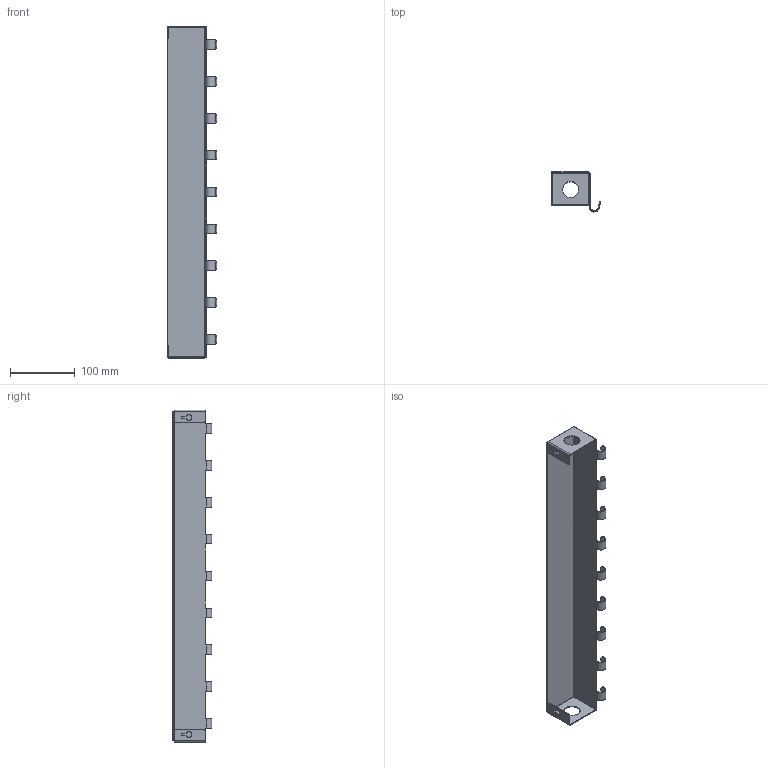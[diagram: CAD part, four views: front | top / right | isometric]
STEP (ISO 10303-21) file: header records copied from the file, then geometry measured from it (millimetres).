
FILE_DESCRIPTION(('Creo Elements/Direct Modeling STEP Export'),'2;1');
FILE_NAME('2430-513.stp','2022-05-04T 9:06:34',(''),(''),'Creo Elements/Direct Modeling STEP processor for AP214 (Solid Model)','Creo Elements/Direct Modeling 20.0 12-Nov-2016 (C) Parametric Technology GmbH','');
FILE_SCHEMA(('AUTOMOTIVE_DESIGN { 1 0 10303 214 1 1 1 1 }'));
Length unit declared in the file: millimetre
Products named in the file (3): Hakenleiste; Moosgummi; FE-10149
Assembly tree (2 placements, depth 2):
  FE-10149
    Moosgummi
    Hakenleiste
Bounding box: 76.38 x 60.99 x 513 mm (x, y, z)
Volume: 126513.6 mm3; surface area: 192166.4 mm2
Topology: 2 solids, 2 shells, 135 faces, 377 edges, 246 vertices
Faces by surface type: plane 79, cylinder 56
Entity records: 4386 total; most frequent: ORIENTED_EDGE 754, CARTESIAN_POINT 753, DIRECTION 749, EDGE_CURVE 377, VECTOR 265, LINE 265, VERTEX_POINT 246, AXIS2_PLACEMENT_3D 242
